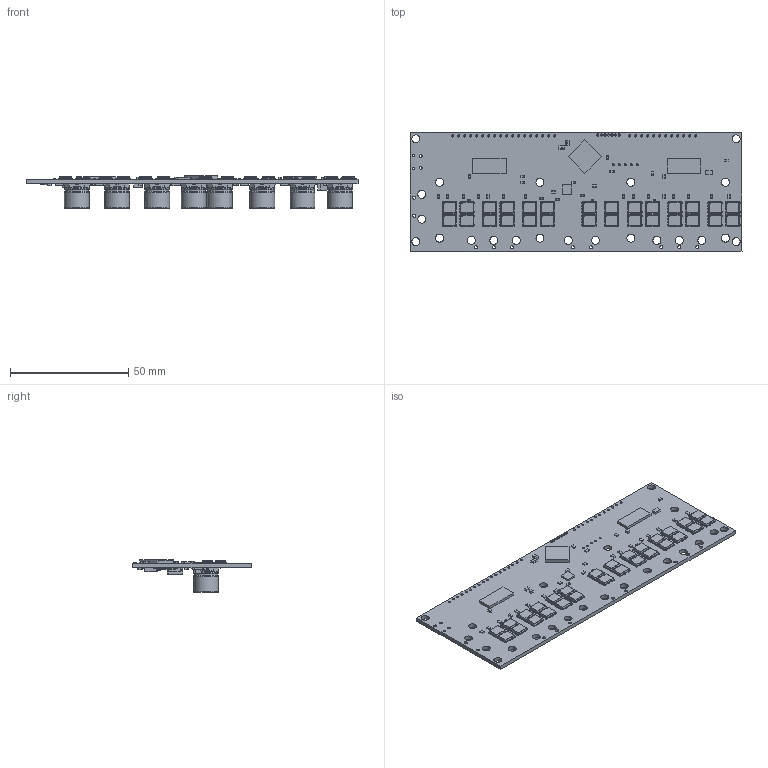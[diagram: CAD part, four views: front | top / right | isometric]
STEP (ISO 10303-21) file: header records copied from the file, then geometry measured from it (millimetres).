
FILE_DESCRIPTION(('Open CASCADE Model'),'2;1');
FILE_NAME('Open CASCADE Shape Model','2017-06-17T00:15:54',('Author'),( 'Open CASCADE'),'Open CASCADE STEP processor 6.8','Open CASCADE 6.8' ,'Unknown');
FILE_SCHEMA(('AUTOMOTIVE_DESIGN { 1 0 10303 214 1 1 1 1 }'));
Length unit declared in the file: millimetre
Products named in the file (241): PCB; Board; C19; 1022077696; Extruded; 1022077832; U8; SOT23-5; C65; 1022078104; 1022077968; TP4; 1068374640; Cylinder; TP10; TP9; TP8; TP7; TP6; TP5; R57; 1022078784; 1022078648; C64; 1022078512; 1022078376; R49; RES_0402_(1005_metric); R31; R12; R47; RES_0603_(1608_metric); R44; R29; R26; C54; C53; C39; C38; R4 ...
Assembly tree (512 placements, depth 6):
  PCB
    Board
    C19
      1022077696  x2
        Extruded
      1022077832
        Extruded
    U8
      SOT23-5
    C65
      1022078104
        Extruded
      1022077968  x2
        Extruded
    TP4
      1068374640
        Cylinder
    TP10
      1068374640
        Cylinder
    TP9
      1068374640
        Cylinder
    TP8
      1068374640
        Cylinder
    TP7
      1068374640
        Cylinder
    TP6
      1068374640
        Cylinder
    TP5
      1068374640
        Cylinder
    R57
      1022078784
        Extruded
      1022078648  x2
        Extruded
    C64
      1022078512
        Extruded
      1022078376  x2
        Extruded
    R49
      RES_0402_(1005_metric)
    R31
      RES_0402_(1005_metric)
    R12
      RES_0402_(1005_metric)
    R47
      RES_0603_(1608_metric)
    R44
      RES_0603_(1608_metric)
    R29
      RES_0603_(1608_metric)
    R26
      RES_0603_(1608_metric)
    C54
Bounding box: 140.5 x 50 x 13.8 mm (x, y, z)
Volume: 20370.7 mm3; surface area: 28308 mm2
Topology: 606 solids, 606 shells, 6806 faces, 16181 edges, 10630 vertices
Faces by surface type: plane 6453, cylinder 303, torus 48, sphere 2
Full cylindrical faces by diameter (mm): 0.9 x35, 0.914 x7, 1.2 x4, 1.3 x10, 1.312 x32, 1.524 x3, 3.4 x22, 10.5 x16
Entity records: 50951 total; most frequent: CARTESIAN_POINT 12937, DIRECTION 6674, LINE 3684, VECTOR 3684, ORIENTED_EDGE 2996, PCURVE 2996, DEFINITIONAL_REPRESENTATION 2996, EDGE_CURVE 1498
